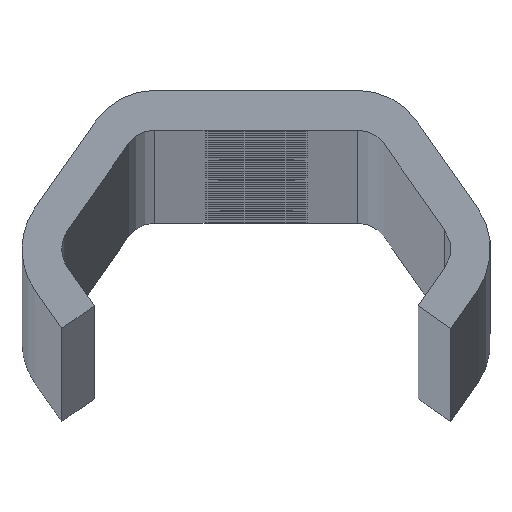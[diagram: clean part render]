
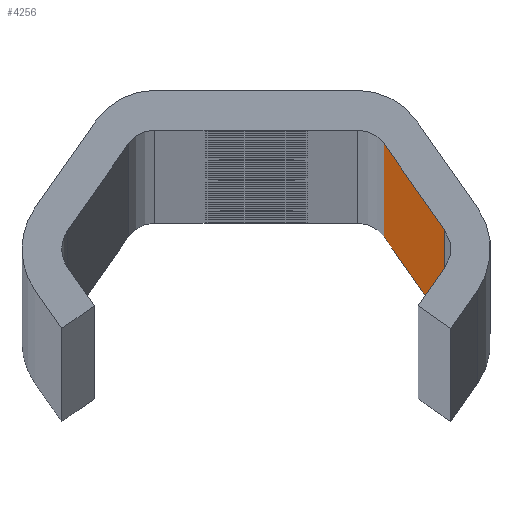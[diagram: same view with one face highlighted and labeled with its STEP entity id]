
A CAD part, top view. The second image highlights one B-rep face of the part: STEP entity #4256.
In plain terms, the highlighted planar face has unit normal (-0.819, -0.574, 0).
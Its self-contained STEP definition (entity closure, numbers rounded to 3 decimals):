
#88 = VERTEX_POINT ( 'NONE', #3651 ) ;
#367 = EDGE_LOOP ( 'NONE', ( #1985, #3915, #6235, #2118 ) ) ;
#486 = LINE ( 'NONE', #5609, #7962 ) ;
#661 = LINE ( 'NONE', #4505, #1646 ) ;
#1646 = VECTOR ( 'NONE', #2731, 1000. ) ;
#1763 = CARTESIAN_POINT ( 'NONE',  ( 11.883, 1.163, 1680. ) ) ;
#1789 = PLANE ( 'NONE',  #5535 ) ;
#1985 = ORIENTED_EDGE ( 'NONE', *, *, #2159, .T. ) ;
#2118 = ORIENTED_EDGE ( 'NONE', *, *, #3158, .T. ) ;
#2159 = EDGE_CURVE ( 'NONE', #7007, #6871, #2512, .T. ) ;
#2167 = VECTOR ( 'NONE', #8062, 1000. ) ;
#2183 = CARTESIAN_POINT ( 'NONE',  ( 11.883, 1.163, 1680. ) ) ;
#2512 = LINE ( 'NONE', #4401, #3254 ) ;
#2731 = DIRECTION ( 'NONE',  ( 0., 0., -1. ) ) ;
#3158 = EDGE_CURVE ( 'NONE', #88, #7007, #661, .T. ) ;
#3189 = DIRECTION ( 'NONE',  ( -0.574, 0.819, 0. ) ) ;
#3254 = VECTOR ( 'NONE', #5676, 1000. ) ;
#3363 = EDGE_CURVE ( 'NONE', #88, #6562, #486, .T. ) ;
#3651 = CARTESIAN_POINT ( 'NONE',  ( 8.052, 6.635, 1680. ) ) ;
#3915 = ORIENTED_EDGE ( 'NONE', *, *, #7189, .F. ) ;
#4256 = ADVANCED_FACE ( 'NONE', ( #6891 ), #1789, .F. ) ;
#4401 = CARTESIAN_POINT ( 'NONE',  ( 8.052, 6.635, -1680. ) ) ;
#4505 = CARTESIAN_POINT ( 'NONE',  ( 8.052, 6.635, 1680. ) ) ;
#5535 = AXIS2_PLACEMENT_3D ( 'NONE', #7553, #7432, #3189 ) ;
#5596 = LINE ( 'NONE', #1763, #2167 ) ;
#5609 = CARTESIAN_POINT ( 'NONE',  ( 8.052, 6.635, 1680. ) ) ;
#5676 = DIRECTION ( 'NONE',  ( 0.574, -0.819, 0. ) ) ;
#6184 = DIRECTION ( 'NONE',  ( 0.574, -0.819, 0. ) ) ;
#6235 = ORIENTED_EDGE ( 'NONE', *, *, #3363, .F. ) ;
#6562 = VERTEX_POINT ( 'NONE', #2183 ) ;
#6871 = VERTEX_POINT ( 'NONE', #6999 ) ;
#6891 = FACE_OUTER_BOUND ( 'NONE', #367, .T. ) ;
#6999 = CARTESIAN_POINT ( 'NONE',  ( 11.883, 1.163, -1680. ) ) ;
#7007 = VERTEX_POINT ( 'NONE', #7327 ) ;
#7189 = EDGE_CURVE ( 'NONE', #6562, #6871, #5596, .T. ) ;
#7327 = CARTESIAN_POINT ( 'NONE',  ( 8.052, 6.635, -1680. ) ) ;
#7432 = DIRECTION ( 'NONE',  ( 0.819, 0.574, 0. ) ) ;
#7553 = CARTESIAN_POINT ( 'NONE',  ( 8.052, 6.635, 1680. ) ) ;
#7962 = VECTOR ( 'NONE', #6184, 1000. ) ;
#8062 = DIRECTION ( 'NONE',  ( 0., 0., -1. ) ) ;
